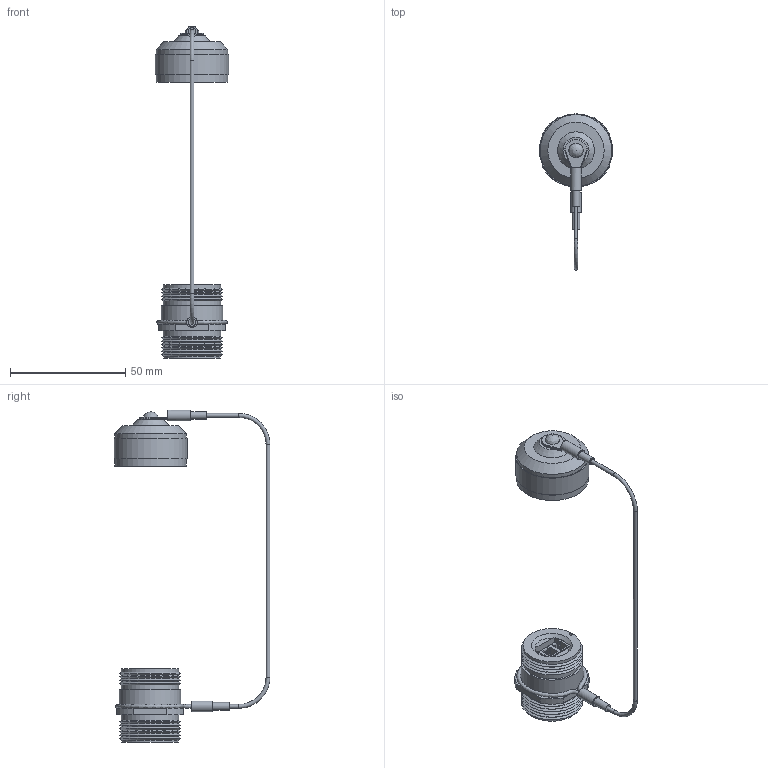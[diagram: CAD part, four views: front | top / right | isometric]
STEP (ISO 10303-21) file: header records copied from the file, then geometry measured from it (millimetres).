
FILE_DESCRIPTION (( 'STEP AP214' ), '1' );
FILE_NAME ('RLRP121L.STEP', '2018-04-03T18:55:11', ( '' ), ( '' ), 'SwSTEP 2.0', 'SolidWorks 2017', '' );
FILE_SCHEMA (( 'AUTOMOTIVE_DESIGN' ));
Length unit declared in the file: inch
Products named in the file (5): RLRP121L-MA1-LND; 3AB10-038; RLRP121L-MA3; RLRP121L
Assembly tree (4 placements, depth 2):
  RLRP121L
    RLRP121L
    RLRP121L-MA3
    3AB10-038
    RLRP121L-MA1-LND
Bounding box: 31.75 x 67.63 x 143.98 mm (x, y, z)
Volume: 23547.1 mm3; surface area: 16169.5 mm2
Topology: 6 solids, 6 shells, 228 faces, 539 edges, 342 vertices
Faces by surface type: plane 138, cylinder 55, cone 26, bspline 5, torus 4
Full cylindrical faces by diameter (mm): 1.27 x1, 1.702 x3, 2.032 x2, 2.489 x4, 2.743 x4, 3.302 x1, 3.381 x1, 3.428 x1, 3.429 x2, 4.58 x1, 4.699 x1, 22.784 x1, 24.435 x1, 24.943 x11, 26.797 x1, 27.305 x1, 31.064 x2, 31.75 x1
Entity records: 10139 total; most frequent: CARTESIAN_POINT 2724, DIRECTION 1044, ORIENTED_EDGE 918, EDGE_CURVE 459, AXIS2_PLACEMENT_3D 387, VERTEX_POINT 331, EDGE_LOOP 326, VECTOR 270
